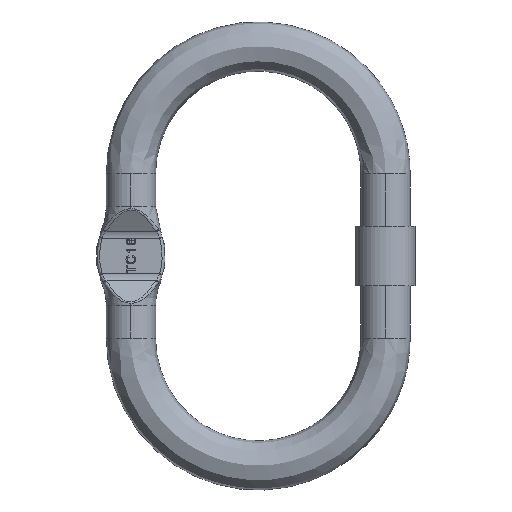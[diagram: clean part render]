
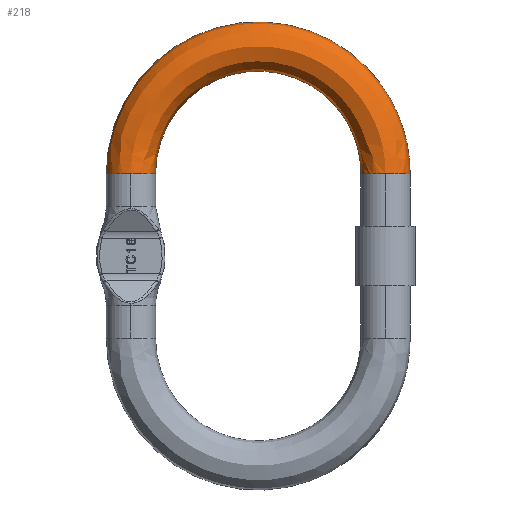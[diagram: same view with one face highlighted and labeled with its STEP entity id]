
A CAD part, top view. The second image highlights one B-rep face of the part: STEP entity #218.
In plain terms, the highlighted free-form (B-spline) face has degree [3, 3] with [7, 4] control points.
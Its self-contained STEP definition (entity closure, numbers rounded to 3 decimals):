
#218=ADVANCED_FACE('NONE',(#610),#611,.T.);
#610=FACE_OUTER_BOUND('',#1414,.T.);
#611=(B_SPLINE_SURFACE(3,3,((#1416,#1417,#1418,#1419),(#1420,#1421,#1422,#1423),(#1424,#1425,#1426,#1427),(#1428,#1429,#1430,#1431),(#1432,#1433,#1434,#1435),(#1436,#1437,#1438,#1439),(#1440,#1441,#1442,#1443)),.UNSPECIFIED.,.T.,.F.,.F.)B_SPLINE_SURFACE_WITH_KNOTS((4,3,4),(4,4),(0.0,0.5,1.0),(0.0,1.0),.UNSPECIFIED.)RATIONAL_B_SPLINE_SURFACE(((1.0,0.333,0.333,1.0),(0.333,0.111,0.111,0.333),(0.333,0.111,0.111,0.333),(1.0,0.333,0.333,1.0),(0.333,0.111,0.111,0.333),(0.333,0.111,0.111,0.333),(1.0,0.333,0.333,1.0)))BOUNDED_SURFACE()REPRESENTATION_ITEM('')GEOMETRIC_REPRESENTATION_ITEM()SURFACE());
#1414=EDGE_LOOP('',(#5115,#5116,#5117,#5118,#5119,#5120));
#1416=CARTESIAN_POINT('',(55.5,30.0,0.0));
#1417=CARTESIAN_POINT('',(55.5,141.,0.0));
#1418=CARTESIAN_POINT('',(-55.5,141.0,0.0));
#1419=CARTESIAN_POINT('',(-55.5,30.,0.0));
#1420=CARTESIAN_POINT('',(55.5,30.0,-18.0));
#1421=CARTESIAN_POINT('',(55.5,141.,-18.0));
#1422=CARTESIAN_POINT('',(-55.5,141.,-18.0));
#1423=CARTESIAN_POINT('',(-55.5,30.,-18.0));
#1424=CARTESIAN_POINT('',(37.5,30.0,-18.0));
#1425=CARTESIAN_POINT('',(37.5,105.,-18.0));
#1426=CARTESIAN_POINT('',(-37.5,105.0,-18.0));
#1427=CARTESIAN_POINT('',(-37.5,30.,-18.0));
#1428=CARTESIAN_POINT('',(37.5,30.0,0.));
#1429=CARTESIAN_POINT('',(37.5,105.,0.));
#1430=CARTESIAN_POINT('',(-37.5,105.0,0.));
#1431=CARTESIAN_POINT('',(-37.5,30.,0.));
#1432=CARTESIAN_POINT('',(37.5,30.0,18.0));
#1433=CARTESIAN_POINT('',(37.5,105.,18.0));
#1434=CARTESIAN_POINT('',(-37.5,105.0,18.0));
#1435=CARTESIAN_POINT('',(-37.5,30.,18.0));
#1436=CARTESIAN_POINT('',(55.5,30.0,18.0));
#1437=CARTESIAN_POINT('',(55.5,141.,18.0));
#1438=CARTESIAN_POINT('',(-55.5,141.,18.0));
#1439=CARTESIAN_POINT('',(-55.5,30.,18.0));
#1440=CARTESIAN_POINT('',(55.5,30.0,0.0));
#1441=CARTESIAN_POINT('',(55.5,141.,0.0));
#1442=CARTESIAN_POINT('',(-55.5,141.0,0.0));
#1443=CARTESIAN_POINT('',(-55.5,30.,0.0));
#5115=ORIENTED_EDGE('',*,*,#6505,.F.);
#5116=ORIENTED_EDGE('',*,*,#6506,.F.);
#5117=ORIENTED_EDGE('',*,*,#6507,.F.);
#5118=ORIENTED_EDGE('',*,*,#6508,.T.);
#5119=ORIENTED_EDGE('',*,*,#6509,.F.);
#5120=ORIENTED_EDGE('',*,*,#6510,.F.);
#6505=EDGE_CURVE('',#7185,#7186,#7187,.T.);
#6506=EDGE_CURVE('NONE',#7188,#7185,#7189,.T.);
#6507=EDGE_CURVE('NONE',#7190,#7188,#7191,.T.);
#6508=EDGE_CURVE('',#7190,#7192,#7193,.T.);
#6509=EDGE_CURVE('NONE',#7194,#7192,#7195,.T.);
#6510=EDGE_CURVE('NONE',#7186,#7194,#7196,.T.);
#7185=VERTEX_POINT('',#8405);
#7186=VERTEX_POINT('',#8406);
#7187=(B_SPLINE_CURVE(3,(#8408,#8409,#8410,#8411),.UNSPECIFIED.,.F.,.F.)B_SPLINE_CURVE_WITH_KNOTS((4,4),(-1.0,-0.0),.UNSPECIFIED.)RATIONAL_B_SPLINE_CURVE((1.0,0.333,0.333,1.0))BOUNDED_CURVE()REPRESENTATION_ITEM('')GEOMETRIC_REPRESENTATION_ITEM()CURVE());
#7188=VERTEX_POINT('NONE',#8418);
#7189=CIRCLE('',#8419,9.0);
#7190=VERTEX_POINT('',#8420);
#7191=CIRCLE('',#8421,9.0);
#7192=VERTEX_POINT('',#8422);
#7193=(B_SPLINE_CURVE(3,(#8424,#8425,#8426,#8427),.UNSPECIFIED.,.F.,.F.)B_SPLINE_CURVE_WITH_KNOTS((4,4),(-1.0,-0.0),.UNSPECIFIED.)RATIONAL_B_SPLINE_CURVE((1.0,0.333,0.333,1.0))BOUNDED_CURVE()REPRESENTATION_ITEM('')GEOMETRIC_REPRESENTATION_ITEM()CURVE());
#7194=VERTEX_POINT('',#8434);
#7195=CIRCLE('',#8435,9.0);
#7196=CIRCLE('',#8436,9.0);
#8405=CARTESIAN_POINT('',(-55.5,30.,0.0));
#8406=CARTESIAN_POINT('',(55.5,30.0,0.0));
#8408=CARTESIAN_POINT('',(-55.5,30.,0.0));
#8409=CARTESIAN_POINT('',(-55.5,141.0,0.0));
#8410=CARTESIAN_POINT('',(55.5,141.,0.0));
#8411=CARTESIAN_POINT('',(55.5,30.0,0.0));
#8418=CARTESIAN_POINT('',(-46.5,30.,9.0));
#8419=AXIS2_PLACEMENT_3D('',#11874,#11875,#11876);
#8420=CARTESIAN_POINT('',(-37.5,30.,0.));
#8421=AXIS2_PLACEMENT_3D('',#11877,#11878,#11879);
#8422=CARTESIAN_POINT('',(37.5,30.0,0.));
#8424=CARTESIAN_POINT('',(-37.5,30.,0.));
#8425=CARTESIAN_POINT('',(-37.5,105.0,0.));
#8426=CARTESIAN_POINT('',(37.5,105.,0.));
#8427=CARTESIAN_POINT('',(37.5,30.0,0.));
#8434=CARTESIAN_POINT('',(46.5,30.0,9.0));
#8435=AXIS2_PLACEMENT_3D('',#11880,#11881,#11882);
#8436=AXIS2_PLACEMENT_3D('',#11883,#11884,#11885);
#11874=CARTESIAN_POINT('',(-46.5,30.,0.0));
#11875=DIRECTION('',(0.0,-1.0,0.0));
#11876=DIRECTION('',(0.0,0.0,1.0));
#11877=CARTESIAN_POINT('',(-46.5,30.,0.0));
#11878=DIRECTION('',(0.0,-1.0,0.0));
#11879=DIRECTION('',(0.0,0.0,1.0));
#11880=CARTESIAN_POINT('',(46.5,30.0,0.0));
#11881=DIRECTION('',(0.0,-1.0,0.0));
#11882=DIRECTION('',(0.0,0.0,-1.0));
#11883=CARTESIAN_POINT('',(46.5,30.0,0.0));
#11884=DIRECTION('',(0.0,-1.0,0.0));
#11885=DIRECTION('',(0.0,0.0,-1.0));
